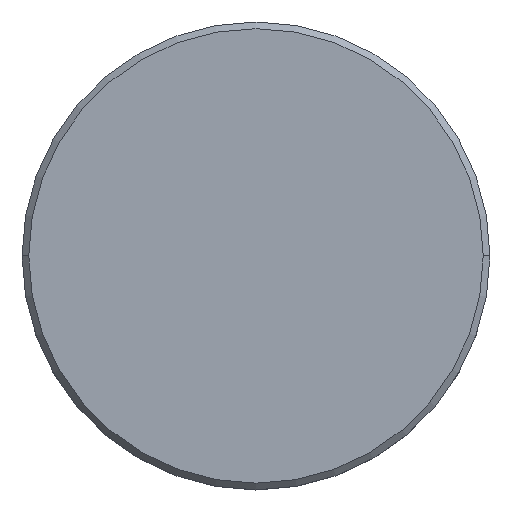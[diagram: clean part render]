
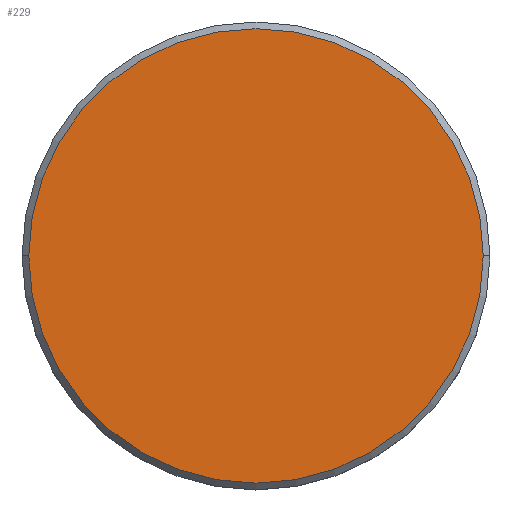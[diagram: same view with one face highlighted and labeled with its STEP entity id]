
A CAD part, top view. The second image highlights one B-rep face of the part: STEP entity #229.
In plain terms, the highlighted planar face has unit normal (0, 0, 1).
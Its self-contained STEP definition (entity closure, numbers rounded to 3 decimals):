
#27 = AXIS2_PLACEMENT_3D ( 'NONE', #158, #68, #1048 ) ;
#62 = EDGE_LOOP ( 'NONE', ( #879, #354 ) ) ;
#67 = CARTESIAN_POINT ( 'NONE',  ( 0., 0., 0. ) ) ;
#68 = DIRECTION ( 'NONE',  ( 0., 0., 1. ) ) ;
#88 = CARTESIAN_POINT ( 'NONE',  ( -17., 0., 0. ) ) ;
#140 = AXIS2_PLACEMENT_3D ( 'NONE', #67, #342, #710 ) ;
#158 = CARTESIAN_POINT ( 'NONE',  ( 0., 0., 0. ) ) ;
#229 = ADVANCED_FACE ( 'NONE', ( #990 ), #446, .T. ) ;
#239 = EDGE_CURVE ( 'NONE', #826, #805, #590, .T. ) ;
#342 = DIRECTION ( 'NONE',  ( 0., 0., 1. ) ) ;
#354 = ORIENTED_EDGE ( 'NONE', *, *, #667, .T. ) ;
#399 = CIRCLE ( 'NONE', #27, 17. ) ;
#430 = CARTESIAN_POINT ( 'NONE',  ( 0., 0., 0. ) ) ;
#446 = PLANE ( 'NONE',  #745 ) ;
#590 = CIRCLE ( 'NONE', #140, 17. ) ;
#626 = DIRECTION ( 'NONE',  ( 1., 0., 0. ) ) ;
#667 = EDGE_CURVE ( 'NONE', #805, #826, #399, .T. ) ;
#710 = DIRECTION ( 'NONE',  ( 1., 0., 0. ) ) ;
#745 = AXIS2_PLACEMENT_3D ( 'NONE', #430, #1149, #626 ) ;
#805 = VERTEX_POINT ( 'NONE', #824 ) ;
#824 = CARTESIAN_POINT ( 'NONE',  ( 17., 0., 0. ) ) ;
#826 = VERTEX_POINT ( 'NONE', #88 ) ;
#879 = ORIENTED_EDGE ( 'NONE', *, *, #239, .T. ) ;
#990 = FACE_OUTER_BOUND ( 'NONE', #62, .T. ) ;
#1048 = DIRECTION ( 'NONE',  ( 1., 0., 0. ) ) ;
#1149 = DIRECTION ( 'NONE',  ( 0., 0., 1. ) ) ;
